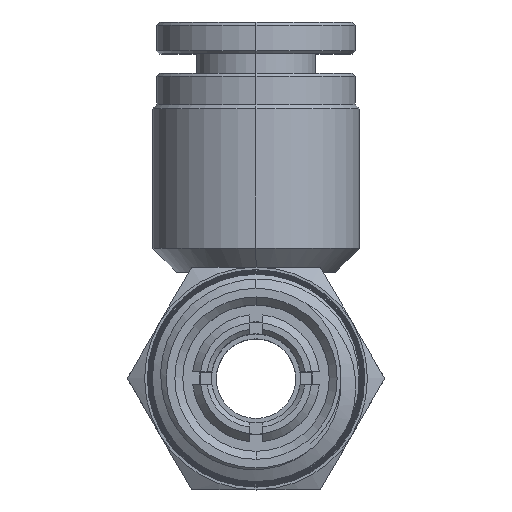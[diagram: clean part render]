
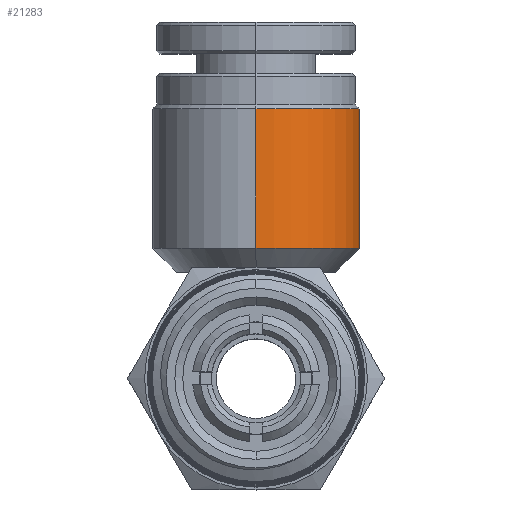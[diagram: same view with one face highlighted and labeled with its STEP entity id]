
A CAD part, top view. The second image highlights one B-rep face of the part: STEP entity #21283.
In plain terms, the highlighted cylindrical face has radius 6.5 mm (diameter 13 mm), a partial arc.
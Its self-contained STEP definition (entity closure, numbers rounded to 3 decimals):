
#1797 = FACE_OUTER_BOUND ( 'NONE', #23500, .T. ) ;
#2336 = CARTESIAN_POINT ( 'NONE',  ( 0., 19.2, -6.7 ) ) ;
#2610 = AXIS2_PLACEMENT_3D ( 'NONE', #2336, #5569, #18615 ) ;
#2706 = VECTOR ( 'NONE', #7606, 1000. ) ;
#3994 = VECTOR ( 'NONE', #18129, 1000. ) ;
#4333 = ORIENTED_EDGE ( 'NONE', *, *, #38591, .T. ) ;
#5202 = CIRCLE ( 'NONE', #41057, 6.5 ) ;
#5569 = DIRECTION ( 'NONE',  ( 0., -1., 0. ) ) ;
#6584 = ORIENTED_EDGE ( 'NONE', *, *, #22741, .T. ) ;
#7004 = EDGE_CURVE ( 'NONE', #29876, #8318, #11267, .T. ) ;
#7606 = DIRECTION ( 'NONE',  ( 0., -1., 0. ) ) ;
#8318 = VERTEX_POINT ( 'NONE', #41191 ) ;
#8616 = CARTESIAN_POINT ( 'NONE',  ( 0., 8.2, -6.7 ) ) ;
#9057 = CARTESIAN_POINT ( 'NONE',  ( 0., 16.95, -13.2 ) ) ;
#11267 = LINE ( 'NONE', #17272, #2706 ) ;
#11398 = CARTESIAN_POINT ( 'NONE',  ( 0., 19.2, -0.2 ) ) ;
#11528 = LINE ( 'NONE', #11398, #3994 ) ;
#11846 = DIRECTION ( 'NONE',  ( 0., 0., 1. ) ) ;
#14933 = CYLINDRICAL_SURFACE ( 'NONE', #2610, 6.5 ) ;
#15020 = ORIENTED_EDGE ( 'NONE', *, *, #17822, .T. ) ;
#17272 = CARTESIAN_POINT ( 'NONE',  ( 0., 19.2, -13.2 ) ) ;
#17822 = EDGE_CURVE ( 'NONE', #23696, #33521, #11528, .T. ) ;
#18129 = DIRECTION ( 'NONE',  ( 0., -1., 0. ) ) ;
#18202 = CARTESIAN_POINT ( 'NONE',  ( 0., 16.95, -6.7 ) ) ;
#18615 = DIRECTION ( 'NONE',  ( 0., 0., -1. ) ) ;
#19327 = CARTESIAN_POINT ( 'NONE',  ( 0., 16.95, -0.2 ) ) ;
#21140 = ORIENTED_EDGE ( 'NONE', *, *, #7004, .F. ) ;
#21283 = ADVANCED_FACE ( 'NONE', ( #1797 ), #14933, .T. ) ;
#21482 = DIRECTION ( 'NONE',  ( 0., 0., 1. ) ) ;
#22741 = EDGE_CURVE ( 'NONE', #29876, #23696, #5202, .T. ) ;
#23500 = EDGE_LOOP ( 'NONE', ( #6584, #15020, #4333, #21140 ) ) ;
#23696 = VERTEX_POINT ( 'NONE', #19327 ) ;
#29876 = VERTEX_POINT ( 'NONE', #9057 ) ;
#31233 = DIRECTION ( 'NONE',  ( 0., 1., 0. ) ) ;
#33521 = VERTEX_POINT ( 'NONE', #42068 ) ;
#33545 = CIRCLE ( 'NONE', #34014, 6.5 ) ;
#34014 = AXIS2_PLACEMENT_3D ( 'NONE', #8616, #31233, #11846 ) ;
#38591 = EDGE_CURVE ( 'NONE', #33521, #8318, #33545, .T. ) ;
#40962 = DIRECTION ( 'NONE',  ( 0., -1., 0. ) ) ;
#41057 = AXIS2_PLACEMENT_3D ( 'NONE', #18202, #40962, #21482 ) ;
#41191 = CARTESIAN_POINT ( 'NONE',  ( 0., 8.2, -13.2 ) ) ;
#42068 = CARTESIAN_POINT ( 'NONE',  ( 0., 8.2, -0.2 ) ) ;
